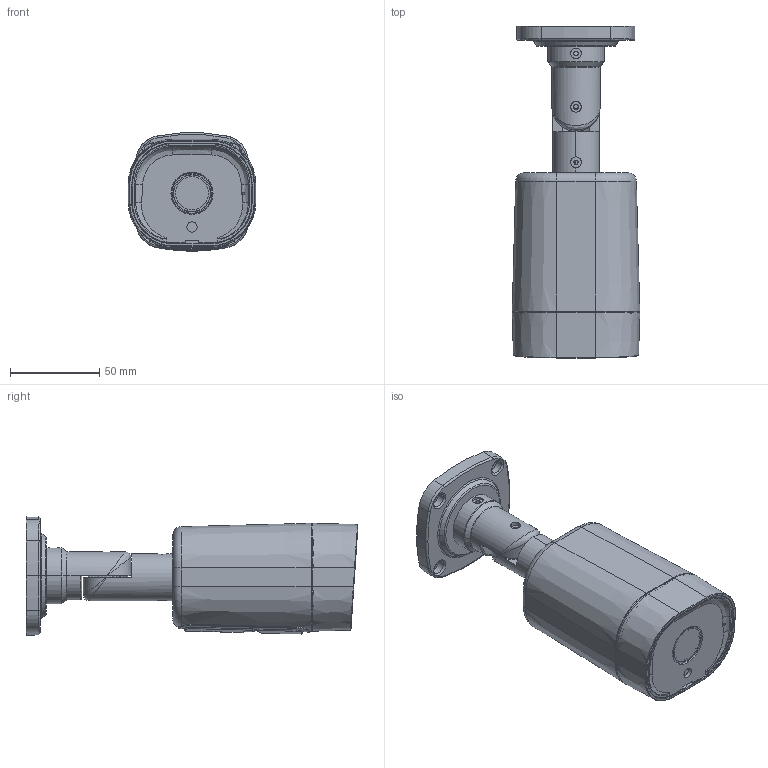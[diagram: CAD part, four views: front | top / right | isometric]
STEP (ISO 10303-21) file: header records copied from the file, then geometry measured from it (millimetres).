
FILE_DESCRIPTION (( 'STEP AP214' ), '1' );
FILE_NAME ('SV-BA301-E.STEP', '2026-02-12T10:54:25', ( '' ), ( '' ), 'SwSTEP 2.0', 'SolidWorks 2023', '' );
FILE_SCHEMA (( 'AUTOMOTIVE_DESIGN' ));
Length unit declared in the file: millimetre
Products named in the file (16): __HYX-626TWN.007; SV-BA301-E; __YT-3218-M4+AHN808A; __HYX-626TWN.002; __HYX-626TWN.011; __HYX-626TWN_HYX-626TWN Grey; __HYX-626TWN.001; __HYX-626TWN.005_Grey; __HYX-626TWN.003; __HYX-626TWN.006; __RB-B6027RBW60L-AD10_RB-B6027RBW60L-AD10; __HYX-626TWN.004_Grey; __HYX-626TWN.013; __HYX-626TWN.009; __HYX-626TWN.012; __HYX-626TWN.008
Assembly tree (15 placements, depth 3):
  SV-BA301-E
    __HYX-626TWN_HYX-626TWN Grey
      __HYX-626TWN.001
      __HYX-626TWN.002
      __HYX-626TWN.003
      __HYX-626TWN.004_Grey
      __HYX-626TWN.005_Grey
      __HYX-626TWN.006
      __HYX-626TWN.007
      __HYX-626TWN.008
      __HYX-626TWN.009
      __HYX-626TWN.011
      __HYX-626TWN.012
      __HYX-626TWN.013
    __RB-B6027RBW60L-AD10_RB-B6027RBW60L-AD10
    __YT-3218-M4+AHN808A
Bounding box: 71.48 x 186.13 x 66.29 mm (x, y, z)
Volume: 132388.6 mm3; surface area: 122388.9 mm2
Topology: 16 solids, 16 shells, 1990 faces, 5047 edges, 3153 vertices
Faces by surface type: cylinder 829, plane 740, torus 201, bspline 113, cone 103, sphere 4
Entity records: 71137 total; most frequent: CARTESIAN_POINT 22033, ORIENTED_EDGE 10082, DIRECTION 9820, EDGE_CURVE 5041, AXIS2_PLACEMENT_3D 3726, VERTEX_POINT 3153, LINE 2368, VECTOR 2368
